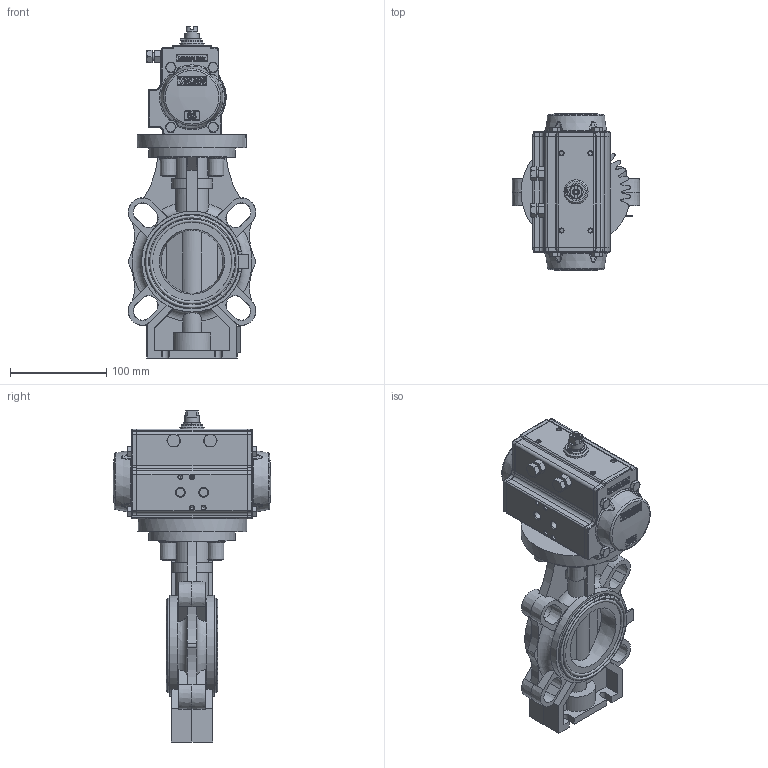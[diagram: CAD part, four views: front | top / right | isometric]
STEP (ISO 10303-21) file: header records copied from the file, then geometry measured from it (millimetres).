
FILE_DESCRIPTION((''),'2;1');
FILE_NAME('PV15011F - 075 - DA063.stp','2021-08-19T10:22:21',('RL'),(''),'Autodesk Inventor 2012','Autodesk Inventor 2012','');
FILE_SCHEMA(('AUTOMOTIVE_DESIGN { 1 0 10303 214 1 1 1 1 }'));
Length unit declared in the file: millimetre
Products named in the file (1): PV15011F_075_82DASR063
Bounding box: 132.82 x 163.34 x 344.5 mm (x, y, z)
Volume: 1675024.2 mm3; surface area: 211405 mm2
Topology: 1 solids, 5 shells, 1716 faces, 4561 edges, 2926 vertices
Faces by surface type: plane 767, bspline 412, cylinder 221, cone 212, torus 98, sphere 6
Full cylindrical faces by diameter (mm): 2 x2, 4.2 x8, 4.7 x1, 5 x5, 5.7 x1, 6.8 x4, 8 x2, 8.5 x2, 9 x4, 10 x8, 13.9 x1, 14.7 x1, 15.875 x1, 22 x1, 25 x1, 27.9 x1, 28 x1, 75 x2, 89.884 x2, 90 x1, 97.884 x2
Entity records: 80026 total; most frequent: CARTESIAN_POINT 38883, ORIENTED_EDGE 8742, DIRECTION 7336, EDGE_CURVE 4371, VERTEX_POINT 2886, AXIS2_PLACEMENT_3D 2713, EDGE_LOOP 1973, VECTOR 1910
